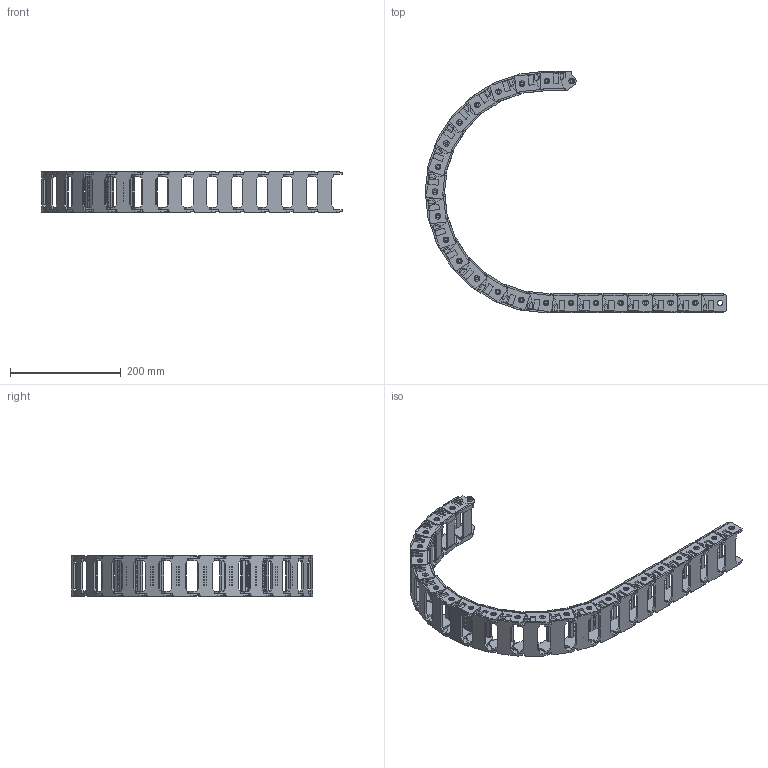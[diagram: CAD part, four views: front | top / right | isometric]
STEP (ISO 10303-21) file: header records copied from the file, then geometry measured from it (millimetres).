
FILE_DESCRIPTION (( 'STEP AP214' ), '1' );
FILE_NAME ('CDC-10X22R79N.STEP', '2025-04-03T16:11:54', ( '' ), ( '' ), 'SwSTEP 2.0', 'SolidWorks 2024', '' );
FILE_SCHEMA (( 'AUTOMOTIVE_DESIGN' ));
Length unit declared in the file: millimetre
Products named in the file (1): CDC-10X22R79N
Bounding box: 545.68 x 437.29 x 74 mm (x, y, z)
Volume: 657728.3 mm3; surface area: 397692.8 mm2
Topology: 22 solids, 22 shells, 4224 faces, 12012 edges, 8008 vertices
Faces by surface type: plane 3124, cylinder 1100
Entity records: 137100 total; most frequent: CARTESIAN_POINT 24245, ORIENTED_EDGE 24024, DIRECTION 22750, EDGE_CURVE 12012, LINE 9724, VECTOR 9724, VERTEX_POINT 8008, AXIS2_PLACEMENT_3D 6513
